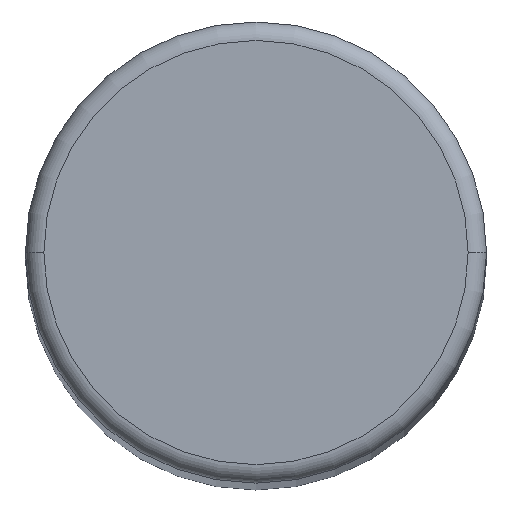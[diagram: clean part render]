
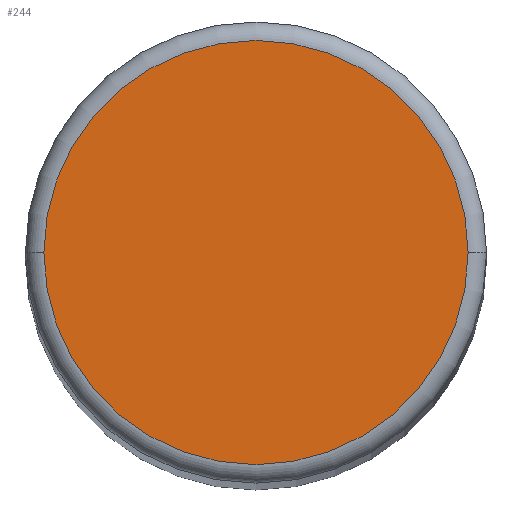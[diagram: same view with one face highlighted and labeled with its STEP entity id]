
A CAD part, top view. The second image highlights one B-rep face of the part: STEP entity #244.
In plain terms, the highlighted planar face has unit normal (0, 0, 1).
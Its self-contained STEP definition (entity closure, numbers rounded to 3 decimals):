
#4 = DIRECTION ( 'NONE',  ( 1., 0., 0. ) ) ;
#9 = EDGE_CURVE ( 'NONE', #119, #166, #95, .T. ) ;
#12 = CIRCLE ( 'NONE', #115, 2.3 ) ;
#26 = PLANE ( 'NONE',  #29 ) ;
#29 = AXIS2_PLACEMENT_3D ( 'NONE', #177, #38, #191 ) ;
#38 = DIRECTION ( 'NONE',  ( 0., 0., 1. ) ) ;
#51 = CARTESIAN_POINT ( 'NONE',  ( 0., 0., 21.5 ) ) ;
#77 = AXIS2_PLACEMENT_3D ( 'NONE', #51, #100, #269 ) ;
#93 = CARTESIAN_POINT ( 'NONE',  ( -2.3, 0., 21.5 ) ) ;
#95 = CIRCLE ( 'NONE', #77, 2.3 ) ;
#100 = DIRECTION ( 'NONE',  ( 0., 0., 1. ) ) ;
#115 = AXIS2_PLACEMENT_3D ( 'NONE', #264, #242, #4 ) ;
#118 = CARTESIAN_POINT ( 'NONE',  ( 2.3, 0., 21.5 ) ) ;
#119 = VERTEX_POINT ( 'NONE', #93 ) ;
#138 = ORIENTED_EDGE ( 'NONE', *, *, #157, .T. ) ;
#157 = EDGE_CURVE ( 'NONE', #166, #119, #12, .T. ) ;
#166 = VERTEX_POINT ( 'NONE', #118 ) ;
#177 = CARTESIAN_POINT ( 'NONE',  ( 0., 0., 21.5 ) ) ;
#179 = FACE_OUTER_BOUND ( 'NONE', #275, .T. ) ;
#191 = DIRECTION ( 'NONE',  ( 1., 0., 0. ) ) ;
#242 = DIRECTION ( 'NONE',  ( 0., 0., 1. ) ) ;
#244 = ADVANCED_FACE ( 'NONE', ( #179 ), #26, .T. ) ;
#256 = ORIENTED_EDGE ( 'NONE', *, *, #9, .T. ) ;
#264 = CARTESIAN_POINT ( 'NONE',  ( 0., 0., 21.5 ) ) ;
#269 = DIRECTION ( 'NONE',  ( 1., 0., 0. ) ) ;
#275 = EDGE_LOOP ( 'NONE', ( #138, #256 ) ) ;
